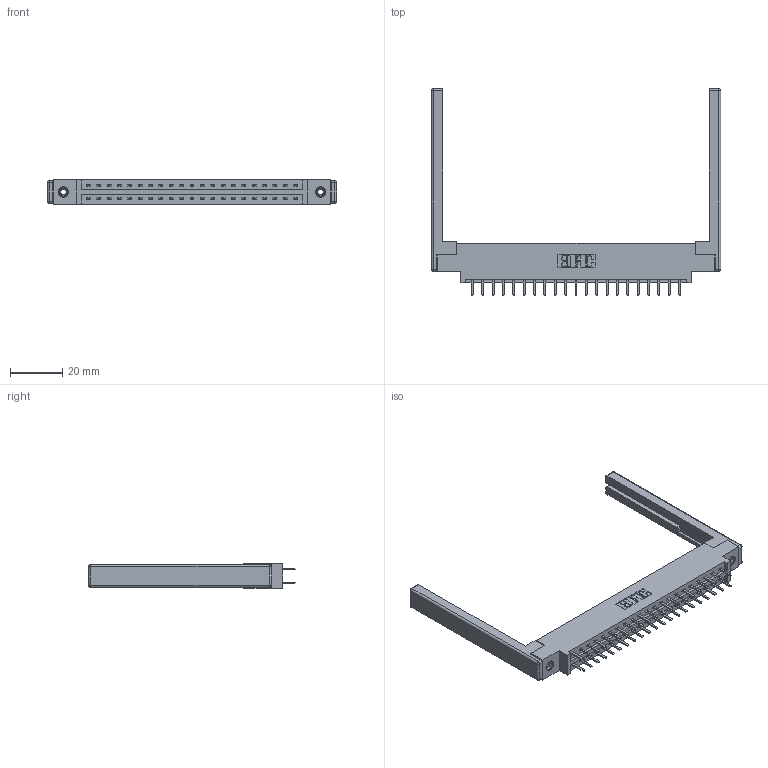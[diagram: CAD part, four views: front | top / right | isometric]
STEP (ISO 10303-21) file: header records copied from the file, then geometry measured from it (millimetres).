
FILE_DESCRIPTION (( 'STEP AP203' ), '1' );
FILE_NAME ('387-042-520-868.STEP', '2019-10-18T03:39:01', ( '' ), ( '' ), 'SwSTEP 2.0', 'SolidWorks 2016', '' );
FILE_SCHEMA (( 'CONFIG_CONTROL_DESIGN' ));
Length unit declared in the file: inch
Products named in the file (5): 345-250-001_345-250-001-102; 307-220-068; 345-292-001_345-293-120; 387-042-520-868; 337 Part_0.170 Offset - 0.156 Dia-TI
Assembly tree (47 placements, depth 2):
  387-042-520-868
    337 Part_0.170 Offset - 0.156 Dia-TI
    345-292-001_345-293-120  x42
    345-250-001_345-250-001-102  x2
    307-220-068  x2
Bounding box: 110.64 x 79.08 x 9.4 mm (x, y, z)
Volume: 15629.7 mm3; surface area: 16597.9 mm2
Topology: 47 solids, 47 shells, 2708 faces, 7811 edges, 5074 vertices
Faces by surface type: plane 1842, cylinder 842, cone 12, sphere 8, torus 4
Entity records: 22004 total; most frequent: CARTESIAN_POINT 3703, ORIENTED_EDGE 3616, DIRECTION 3246, EDGE_CURVE 1808, LINE 1626, VECTOR 1626, VERTEX_POINT 1194, AXIS2_PLACEMENT_3D 810
